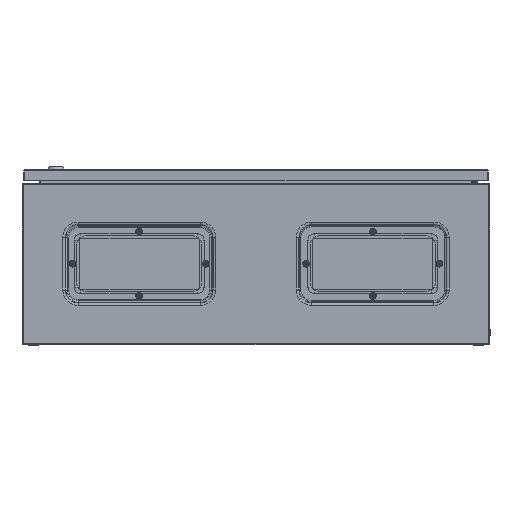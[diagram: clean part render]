
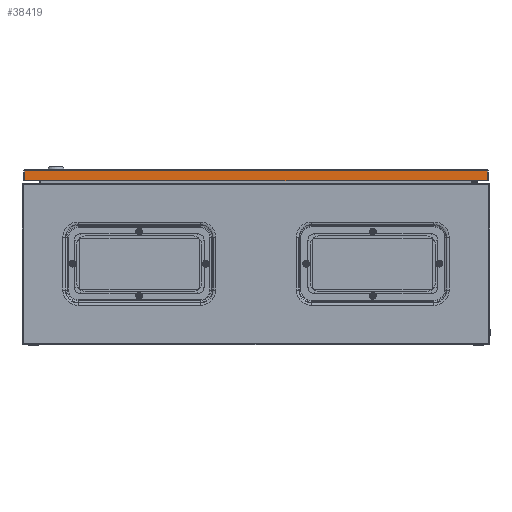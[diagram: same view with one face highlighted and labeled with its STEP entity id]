
A CAD part, front view. The second image highlights one B-rep face of the part: STEP entity #38419.
In plain terms, the highlighted planar face has unit normal (0, -1, 0).
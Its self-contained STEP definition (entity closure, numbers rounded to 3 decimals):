
#5600 = CARTESIAN_POINT ( 'NONE',  ( 597.453, 2.5, 299.999 ) ) ;
#8593 = CARTESIAN_POINT ( 'NONE',  ( 595.882, 2.5, 297.899 ) ) ;
#9614 = EDGE_CURVE ( 'NONE', #97243, #78323, #66548, .T. ) ;
#21488 = LINE ( 'NONE', #29569, #101884 ) ;
#22149 = DIRECTION ( 'NONE',  ( 0., 0., 1. ) ) ;
#29569 = CARTESIAN_POINT ( 'NONE',  ( 595.882, 2.5, 310.249 ) ) ;
#38419 = ADVANCED_FACE ( 'NONE', ( #74093 ), #52220, .F. ) ;
#39114 = ORIENTED_EDGE ( 'NONE', *, *, #9614, .T. ) ;
#50397 = DIRECTION ( 'NONE',  ( 0., 1., 0. ) ) ;
#52220 = PLANE ( 'NONE',  #91322 ) ;
#56247 = VECTOR ( 'NONE', #104418, 1000. ) ;
#58293 = VERTEX_POINT ( 'NONE', #118436 ) ;
#66548 = LINE ( 'NONE', #106246, #56247 ) ;
#68719 = EDGE_CURVE ( 'NONE', #58293, #84087, #116112, .T. ) ;
#69967 = LINE ( 'NONE', #116566, #77904 ) ;
#74093 = FACE_OUTER_BOUND ( 'NONE', #104280, .T. ) ;
#76373 = CARTESIAN_POINT ( 'NONE',  ( 597.453, 2.5, 280.999 ) ) ;
#77904 = VECTOR ( 'NONE', #22149, 1000. ) ;
#78323 = VERTEX_POINT ( 'NONE', #113617 ) ;
#84087 = VERTEX_POINT ( 'NONE', #115485 ) ;
#85862 = ORIENTED_EDGE ( 'NONE', *, *, #120484, .F. ) ;
#91322 = AXIS2_PLACEMENT_3D ( 'NONE', #5600, #50397, #98162 ) ;
#96191 = ORIENTED_EDGE ( 'NONE', *, *, #107232, .F. ) ;
#96915 = ORIENTED_EDGE ( 'NONE', *, *, #68719, .T. ) ;
#97243 = VERTEX_POINT ( 'NONE', #8593 ) ;
#98162 = DIRECTION ( 'NONE',  ( -1., 0., 0. ) ) ;
#101884 = VECTOR ( 'NONE', #105341, 1000. ) ;
#102200 = VECTOR ( 'NONE', #122980, 1000. ) ;
#104280 = EDGE_LOOP ( 'NONE', ( #85862, #39114, #96191, #96915 ) ) ;
#104418 = DIRECTION ( 'NONE',  ( -1., 0., 0. ) ) ;
#105341 = DIRECTION ( 'NONE',  ( 0., 0., -1. ) ) ;
#106246 = CARTESIAN_POINT ( 'NONE',  ( 595.882, 2.5, 297.899 ) ) ;
#107232 = EDGE_CURVE ( 'NONE', #58293, #78323, #69967, .T. ) ;
#113617 = CARTESIAN_POINT ( 'NONE',  ( -195.977, 2.5, 297.899 ) ) ;
#115485 = CARTESIAN_POINT ( 'NONE',  ( 595.882, 2.5, 280.999 ) ) ;
#116112 = LINE ( 'NONE', #76373, #102200 ) ;
#116566 = CARTESIAN_POINT ( 'NONE',  ( -195.977, 2.5, 299.999 ) ) ;
#118436 = CARTESIAN_POINT ( 'NONE',  ( -195.977, 2.5, 280.999 ) ) ;
#120484 = EDGE_CURVE ( 'NONE', #97243, #84087, #21488, .T. ) ;
#122980 = DIRECTION ( 'NONE',  ( 1., 0., 0. ) ) ;
